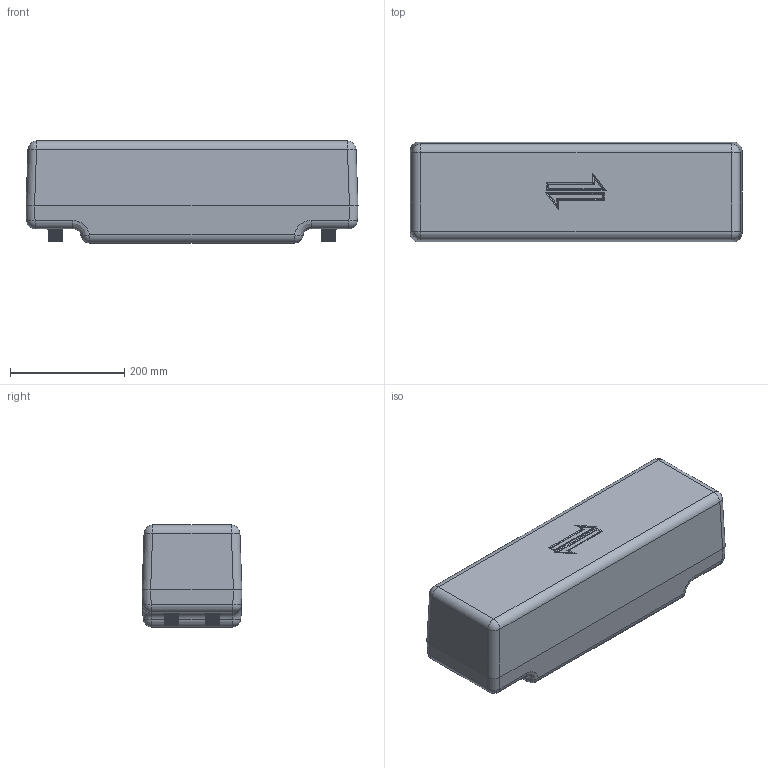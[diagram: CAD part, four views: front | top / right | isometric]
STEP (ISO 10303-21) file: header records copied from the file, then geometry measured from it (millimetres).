
FILE_DESCRIPTION(/* description */ ('Normteil'),/* implementation_level */ '2;1');
FILE_NAME(/* name */ 'PBUX20.stp',/* time_stamp */ '2015-03-20T09:09:52+01:00',/* author */ ('Helmut'),/* organization */ (''),/* preprocessor_version */ 'ST-DEVELOPER v15.6',/* originating_system */ 'Autodesk Inventor 2015',/* authorisation */ '');
FILE_SCHEMA (('CONFIG_CONTROL_DESIGN'));
Length unit declared in the file: millimetre
Products named in the file (1): PBUX20_PROTEX
Bounding box: 582 x 175 x 179 mm (x, y, z)
Volume: 9511114.8 mm3; surface area: 720900.2 mm2
Topology: 1 solids, 1 shells, 254 faces, 583 edges, 337 vertices
Faces by surface type: cylinder 104, plane 56, bspline 38, torus 38, sphere 14, cone 4
Full cylindrical faces by diameter (mm): 20 x4, 28 x8, 54.4 x4
Entity records: 17283 total; most frequent: CARTESIAN_POINT 11905, DIRECTION 1056, ORIENTED_EDGE 994, EDGE_CURVE 497, AXIS2_PLACEMENT_3D 444, EDGE_LOOP 314, VERTEX_POINT 307, STYLED_ITEM 251
